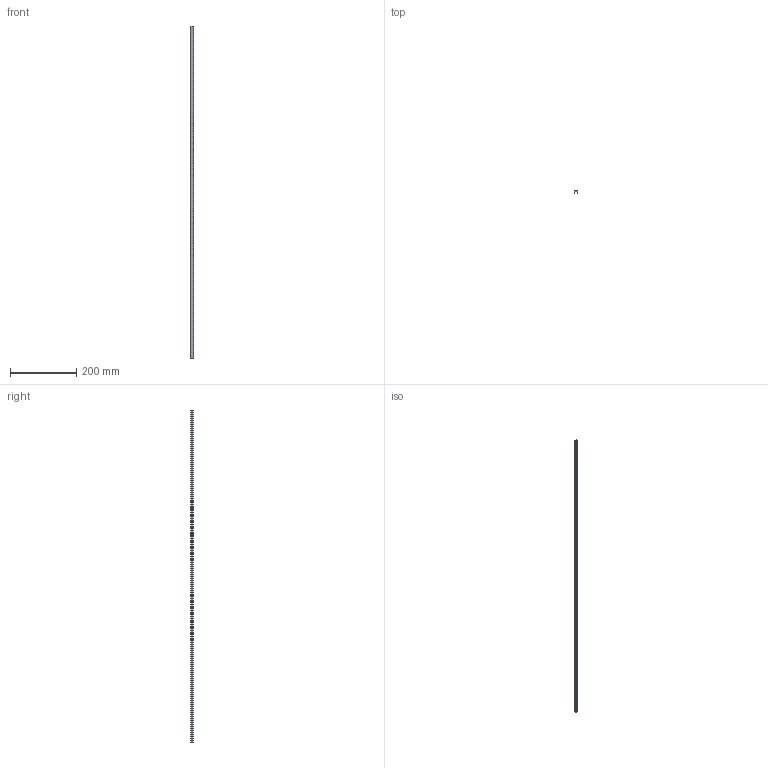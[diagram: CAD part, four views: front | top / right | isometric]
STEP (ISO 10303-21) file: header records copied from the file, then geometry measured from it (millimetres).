
FILE_DESCRIPTION (( 'STEP AP214' ), '1' );
FILE_NAME ('SNSD.30.53.19 Çàãëóøêà äëÿ ïàçà 8 ìì(Z09).STEP', '2017-07-12T08:42:12', ( '' ), ( '' ), 'SwSTEP 2.0', 'SolidWorks 2017', '' );
FILE_SCHEMA (( 'AUTOMOTIVE_DESIGN' ));
Length unit declared in the file: millimetre
Products named in the file (2): SNSD.30.53.19 Çàãëóøêà äëÿ ïàçà 8 ìì(Z09)
Bounding box: 9.8 x 6.73 x 1000 mm (x, y, z)
Volume: 21097.2 mm3; surface area: 43785.9 mm2
Topology: 1 solids, 1 shells, 24 faces, 66 edges, 44 vertices
Faces by surface type: plane 16, cylinder 8
Entity records: 991 total; most frequent: CARTESIAN_POINT 136, DIRECTION 134, ORIENTED_EDGE 132, EDGE_CURVE 66, LINE 50, VECTOR 50, VERTEX_POINT 44, AXIS2_PLACEMENT_3D 42
